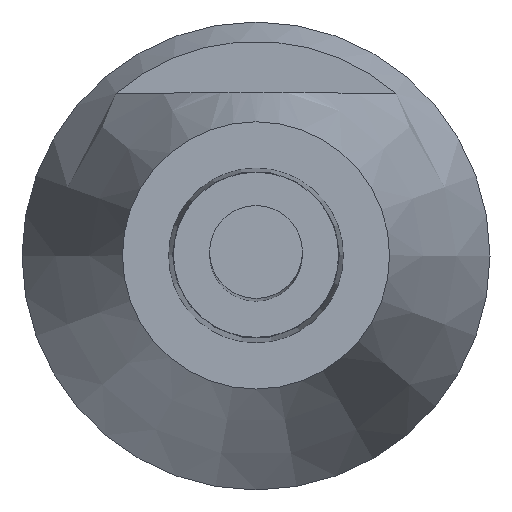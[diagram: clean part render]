
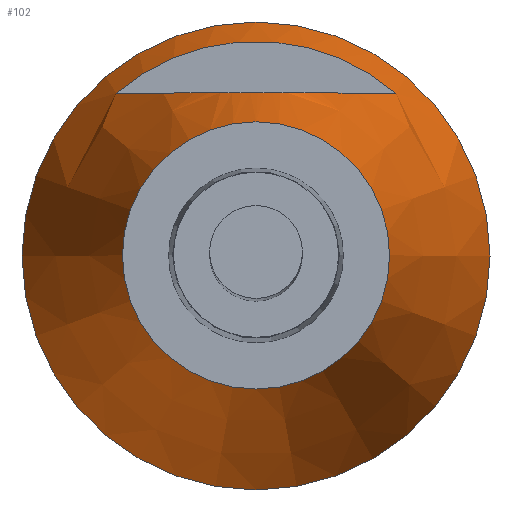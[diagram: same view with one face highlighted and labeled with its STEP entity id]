
A CAD part, top view. The second image highlights one B-rep face of the part: STEP entity #102.
In plain terms, the highlighted conical face has half-angle 16.673 degrees and reference radius 10.242 mm.
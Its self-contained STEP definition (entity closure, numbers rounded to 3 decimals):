
#21 = EDGE_CURVE('',#22,#24,#26,.T.);
#22 = VERTEX_POINT('',#23);
#23 = CARTESIAN_POINT('',(54.336,10.242,0.));
#24 = VERTEX_POINT('',#25);
#25 = CARTESIAN_POINT('',(44.094,20.483,0.));
#26 = SURFACE_CURVE('',#27,(#32,#44),.PCURVE_S1.);
#27 = CIRCLE('',#28,10.242);
#28 = AXIS2_PLACEMENT_3D('',#29,#30,#31);
#29 = CARTESIAN_POINT('',(44.094,10.242,0.));
#30 = DIRECTION('',(0.,0.,1.));
#31 = DIRECTION('',(1.,0.,-0.));
#32 = PCURVE('',#33,#38);
#33 = PLANE('',#34);
#34 = AXIS2_PLACEMENT_3D('',#35,#36,#37);
#35 = CARTESIAN_POINT('',(0.,0.,0.));
#36 = DIRECTION('',(0.,0.,1.));
#37 = DIRECTION('',(1.,0.,-0.));
#38 = DEFINITIONAL_REPRESENTATION('',(#39),#43);
#39 = CIRCLE('',#40,10.242);
#40 = AXIS2_PLACEMENT_2D('',#41,#42);
#41 = CARTESIAN_POINT('',(44.094,10.242));
#42 = DIRECTION('',(1.,0.));
#43 = ( GEOMETRIC_REPRESENTATION_CONTEXT(2) 
PARAMETRIC_REPRESENTATION_CONTEXT() REPRESENTATION_CONTEXT('2D SPACE',''
  ) );
#44 = PCURVE('',#45,#50);
#45 = CONICAL_SURFACE('',#46,10.242,0.291);
#46 = AXIS2_PLACEMENT_3D('',#47,#48,#49);
#47 = CARTESIAN_POINT('',(44.094,10.242,0.));
#48 = DIRECTION('',(-0.,-0.,-1.));
#49 = DIRECTION('',(1.,0.,-0.));
#50 = DEFINITIONAL_REPRESENTATION('',(#51),#55);
#51 = LINE('',#52,#53);
#52 = CARTESIAN_POINT('',(-0.,-0.));
#53 = VECTOR('',#54,1.);
#54 = DIRECTION('',(-1.,-0.));
#55 = ( GEOMETRIC_REPRESENTATION_CONTEXT(2) 
PARAMETRIC_REPRESENTATION_CONTEXT() REPRESENTATION_CONTEXT('2D SPACE',''
  ) );
#57 = EDGE_CURVE('',#24,#58,#60,.T.);
#58 = VERTEX_POINT('',#59);
#59 = CARTESIAN_POINT('',(44.094,0.,0.));
#60 = SURFACE_CURVE('',#61,(#66,#73),.PCURVE_S1.);
#61 = CIRCLE('',#62,10.242);
#62 = AXIS2_PLACEMENT_3D('',#63,#64,#65);
#63 = CARTESIAN_POINT('',(44.094,10.242,0.));
#64 = DIRECTION('',(0.,0.,1.));
#65 = DIRECTION('',(1.,0.,-0.));
#66 = PCURVE('',#33,#67);
#67 = DEFINITIONAL_REPRESENTATION('',(#68),#72);
#68 = CIRCLE('',#69,10.242);
#69 = AXIS2_PLACEMENT_2D('',#70,#71);
#70 = CARTESIAN_POINT('',(44.094,10.242));
#71 = DIRECTION('',(1.,0.));
#72 = ( GEOMETRIC_REPRESENTATION_CONTEXT(2) 
PARAMETRIC_REPRESENTATION_CONTEXT() REPRESENTATION_CONTEXT('2D SPACE',''
  ) );
#73 = PCURVE('',#45,#74);
#74 = DEFINITIONAL_REPRESENTATION('',(#75),#79);
#75 = LINE('',#76,#77);
#76 = CARTESIAN_POINT('',(-0.,-0.));
#77 = VECTOR('',#78,1.);
#78 = DIRECTION('',(-1.,-0.));
#79 = ( GEOMETRIC_REPRESENTATION_CONTEXT(2) 
PARAMETRIC_REPRESENTATION_CONTEXT() REPRESENTATION_CONTEXT('2D SPACE',''
  ) );
#81 = EDGE_CURVE('',#58,#22,#82,.T.);
#82 = SURFACE_CURVE('',#83,(#88,#95),.PCURVE_S1.);
#83 = CIRCLE('',#84,10.242);
#84 = AXIS2_PLACEMENT_3D('',#85,#86,#87);
#85 = CARTESIAN_POINT('',(44.094,10.242,0.));
#86 = DIRECTION('',(0.,0.,1.));
#87 = DIRECTION('',(1.,0.,-0.));
#88 = PCURVE('',#33,#89);
#89 = DEFINITIONAL_REPRESENTATION('',(#90),#94);
#90 = CIRCLE('',#91,10.242);
#91 = AXIS2_PLACEMENT_2D('',#92,#93);
#92 = CARTESIAN_POINT('',(44.094,10.242));
#93 = DIRECTION('',(1.,0.));
#94 = ( GEOMETRIC_REPRESENTATION_CONTEXT(2) 
PARAMETRIC_REPRESENTATION_CONTEXT() REPRESENTATION_CONTEXT('2D SPACE',''
  ) );
#95 = PCURVE('',#45,#96);
#96 = DEFINITIONAL_REPRESENTATION('',(#97),#101);
#97 = LINE('',#98,#99);
#98 = CARTESIAN_POINT('',(-0.,-0.));
#99 = VECTOR('',#100,1.);
#100 = DIRECTION('',(-1.,-0.));
#101 = ( GEOMETRIC_REPRESENTATION_CONTEXT(2) 
PARAMETRIC_REPRESENTATION_CONTEXT() REPRESENTATION_CONTEXT('2D SPACE',''
  ) );
#102 = ADVANCED_FACE('',(#103,#159),#45,.T.);
#103 = FACE_BOUND('',#104,.T.);
#104 = EDGE_LOOP('',(#105,#128,#155,#156,#157,#158));
#105 = ORIENTED_EDGE('',*,*,#106,.T.);
#106 = EDGE_CURVE('',#22,#107,#109,.T.);
#107 = VERTEX_POINT('',#108);
#108 = CARTESIAN_POINT('',(49.943,10.242,
    14.67));
#109 = SEAM_CURVE('',#110,(#114,#121),.PCURVE_S1.);
#110 = LINE('',#111,#112);
#111 = CARTESIAN_POINT('',(54.336,10.242,0.));
#112 = VECTOR('',#113,1.);
#113 = DIRECTION('',(-0.287,0.,0.958)
  );
#114 = PCURVE('',#45,#115);
#115 = DEFINITIONAL_REPRESENTATION('',(#116),#120);
#116 = LINE('',#117,#118);
#117 = CARTESIAN_POINT('',(-6.283,0.));
#118 = VECTOR('',#119,1.);
#119 = DIRECTION('',(-0.,-1.));
#120 = ( GEOMETRIC_REPRESENTATION_CONTEXT(2) 
PARAMETRIC_REPRESENTATION_CONTEXT() REPRESENTATION_CONTEXT('2D SPACE',''
  ) );
#121 = PCURVE('',#45,#122);
#122 = DEFINITIONAL_REPRESENTATION('',(#123),#127);
#123 = LINE('',#124,#125);
#124 = CARTESIAN_POINT('',(0.,-0.));
#125 = VECTOR('',#126,1.);
#126 = DIRECTION('',(-0.,-1.));
#127 = ( GEOMETRIC_REPRESENTATION_CONTEXT(2) 
PARAMETRIC_REPRESENTATION_CONTEXT() REPRESENTATION_CONTEXT('2D SPACE',''
  ) );
#128 = ORIENTED_EDGE('',*,*,#129,.F.);
#129 = EDGE_CURVE('',#107,#107,#130,.T.);
#130 = SURFACE_CURVE('',#131,(#136,#143),.PCURVE_S1.);
#131 = CIRCLE('',#132,5.848);
#132 = AXIS2_PLACEMENT_3D('',#133,#134,#135);
#133 = CARTESIAN_POINT('',(44.094,10.242,
    14.67));
#134 = DIRECTION('',(0.,0.,1.));
#135 = DIRECTION('',(1.,0.,-0.));
#136 = PCURVE('',#45,#137);
#137 = DEFINITIONAL_REPRESENTATION('',(#138),#142);
#138 = LINE('',#139,#140);
#139 = CARTESIAN_POINT('',(-0.,-14.67));
#140 = VECTOR('',#141,1.);
#141 = DIRECTION('',(-1.,-0.));
#142 = ( GEOMETRIC_REPRESENTATION_CONTEXT(2) 
PARAMETRIC_REPRESENTATION_CONTEXT() REPRESENTATION_CONTEXT('2D SPACE',''
  ) );
#143 = PCURVE('',#144,#149);
#144 = PLANE('',#145);
#145 = AXIS2_PLACEMENT_3D('',#146,#147,#148);
#146 = CARTESIAN_POINT('',(44.094,10.242,
    14.67));
#147 = DIRECTION('',(0.,0.,1.));
#148 = DIRECTION('',(1.,0.,-0.));
#149 = DEFINITIONAL_REPRESENTATION('',(#150),#154);
#150 = CIRCLE('',#151,5.848);
#151 = AXIS2_PLACEMENT_2D('',#152,#153);
#152 = CARTESIAN_POINT('',(0.,0.));
#153 = DIRECTION('',(1.,0.));
#154 = ( GEOMETRIC_REPRESENTATION_CONTEXT(2) 
PARAMETRIC_REPRESENTATION_CONTEXT() REPRESENTATION_CONTEXT('2D SPACE',''
  ) );
#155 = ORIENTED_EDGE('',*,*,#106,.F.);
#156 = ORIENTED_EDGE('',*,*,#21,.T.);
#157 = ORIENTED_EDGE('',*,*,#57,.T.);
#158 = ORIENTED_EDGE('',*,*,#81,.T.);
#159 = FACE_BOUND('',#160,.T.);
#160 = EDGE_LOOP('',(#161,#205));
#161 = ORIENTED_EDGE('',*,*,#162,.F.);
#162 = EDGE_CURVE('',#163,#165,#167,.T.);
#163 = VERTEX_POINT('',#164);
#164 = CARTESIAN_POINT('',(37.975,17.363,
    2.845));
#165 = VERTEX_POINT('',#166);
#166 = CARTESIAN_POINT('',(50.214,17.363,2.845
    ));
#167 = SURFACE_CURVE('',#168,(#173,#193),.PCURVE_S1.);
#168 = HYPERBOLA('',#169,23.777,7.121);
#169 = AXIS2_PLACEMENT_3D('',#170,#171,#172);
#170 = CARTESIAN_POINT('',(44.094,17.363,
    34.196));
#171 = DIRECTION('',(0.,-1.,0.));
#172 = DIRECTION('',(-0.,-0.,-1.));
#173 = PCURVE('',#45,#174);
#174 = DEFINITIONAL_REPRESENTATION('',(#175),#192);
#175 = B_SPLINE_CURVE_WITH_KNOTS('',8,(#176,#177,#178,#179,#180,#181,
    #182,#183,#184,#185,#186,#187,#188,#189,#190,#191),.UNSPECIFIED.,.F.
  ,.F.,(9,7,9),(-0.905,0.,0.905),.UNSPECIFIED.);
#176 = CARTESIAN_POINT('',(-2.373,0.));
#177 = CARTESIAN_POINT('',(-2.294,-2.78));
#178 = CARTESIAN_POINT('',(-2.208,-5.06));
#179 = CARTESIAN_POINT('',(-2.115,-6.895));
#180 = CARTESIAN_POINT('',(-2.014,-8.323));
#181 = CARTESIAN_POINT('',(-1.908,-9.376));
#182 = CARTESIAN_POINT('',(-1.797,-10.072));
#183 = CARTESIAN_POINT('',(-1.684,-10.419));
#184 = CARTESIAN_POINT('',(-1.458,-10.419));
#185 = CARTESIAN_POINT('',(-1.345,-10.072));
#186 = CARTESIAN_POINT('',(-1.234,-9.376));
#187 = CARTESIAN_POINT('',(-1.127,-8.323));
#188 = CARTESIAN_POINT('',(-1.027,-6.895));
#189 = CARTESIAN_POINT('',(-0.933,-5.06));
#190 = CARTESIAN_POINT('',(-0.848,-2.78));
#191 = CARTESIAN_POINT('',(-0.769,0.));
#192 = ( GEOMETRIC_REPRESENTATION_CONTEXT(2) 
PARAMETRIC_REPRESENTATION_CONTEXT() REPRESENTATION_CONTEXT('2D SPACE',''
  ) );
#193 = PCURVE('',#194,#199);
#194 = PLANE('',#195);
#195 = AXIS2_PLACEMENT_3D('',#196,#197,#198);
#196 = CARTESIAN_POINT('',(0.,17.363,2.845));
#197 = DIRECTION('',(0.,-1.,0.));
#198 = DIRECTION('',(0.,0.,1.));
#199 = DEFINITIONAL_REPRESENTATION('',(#200),#204);
#200 = ( BOUNDED_CURVE() B_SPLINE_CURVE(2,(#201,#202,#203),
.UNSPECIFIED.,.F.,.F.) B_SPLINE_CURVE_WITH_KNOTS((3,3),(-0.905,
0.905),.PIECEWISE_BEZIER_KNOTS.) CURVE() 
GEOMETRIC_REPRESENTATION_ITEM() RATIONAL_B_SPLINE_CURVE((1.,
1.438,1.)) REPRESENTATION_ITEM('') );
#201 = CARTESIAN_POINT('',(-2.845,-36.734));
#202 = CARTESIAN_POINT('',(14.819,-44.094));
#203 = CARTESIAN_POINT('',(-2.845,-51.455));
#204 = ( GEOMETRIC_REPRESENTATION_CONTEXT(2) 
PARAMETRIC_REPRESENTATION_CONTEXT() REPRESENTATION_CONTEXT('2D SPACE',''
  ) );
#205 = ORIENTED_EDGE('',*,*,#206,.F.);
#206 = EDGE_CURVE('',#165,#163,#207,.T.);
#207 = SURFACE_CURVE('',#208,(#213,#220),.PCURVE_S1.);
#208 = CIRCLE('',#209,9.389);
#209 = AXIS2_PLACEMENT_3D('',#210,#211,#212);
#210 = CARTESIAN_POINT('',(44.094,10.242,
    2.845));
#211 = DIRECTION('',(0.,0.,1.));
#212 = DIRECTION('',(1.,0.,-0.));
#213 = PCURVE('',#45,#214);
#214 = DEFINITIONAL_REPRESENTATION('',(#215),#219);
#215 = LINE('',#216,#217);
#216 = CARTESIAN_POINT('',(-0.,-2.845));
#217 = VECTOR('',#218,1.);
#218 = DIRECTION('',(-1.,-0.));
#219 = ( GEOMETRIC_REPRESENTATION_CONTEXT(2) 
PARAMETRIC_REPRESENTATION_CONTEXT() REPRESENTATION_CONTEXT('2D SPACE',''
  ) );
#220 = PCURVE('',#221,#226);
#221 = PLANE('',#222);
#222 = AXIS2_PLACEMENT_3D('',#223,#224,#225);
#223 = CARTESIAN_POINT('',(0.,20.483,2.845));
#224 = DIRECTION('',(0.,-0.,-1.));
#225 = DIRECTION('',(0.,-1.,0.));
#226 = DEFINITIONAL_REPRESENTATION('',(#227),#235);
#227 = ( BOUNDED_CURVE() B_SPLINE_CURVE(2,(#228,#229,#230,#231,#232,#233
,#234),.UNSPECIFIED.,.T.,.F.) B_SPLINE_CURVE_WITH_KNOTS((1,2,2,2,2,1),(
    -2.094,0.,2.094,4.189,6.283,
8.378),.UNSPECIFIED.) CURVE() GEOMETRIC_REPRESENTATION_ITEM() 
RATIONAL_B_SPLINE_CURVE((1.,0.5,1.,0.5,1.,0.5,1.)) REPRESENTATION_ITEM(
  '') );
#228 = CARTESIAN_POINT('',(10.242,-53.484));
#229 = CARTESIAN_POINT('',(-6.021,-53.484));
#230 = CARTESIAN_POINT('',(2.11,-39.4));
#231 = CARTESIAN_POINT('',(10.242,-25.315));
#232 = CARTESIAN_POINT('',(18.373,-39.4));
#233 = CARTESIAN_POINT('',(26.505,-53.484));
#234 = CARTESIAN_POINT('',(10.242,-53.484));
#235 = ( GEOMETRIC_REPRESENTATION_CONTEXT(2) 
PARAMETRIC_REPRESENTATION_CONTEXT() REPRESENTATION_CONTEXT('2D SPACE',''
  ) );
